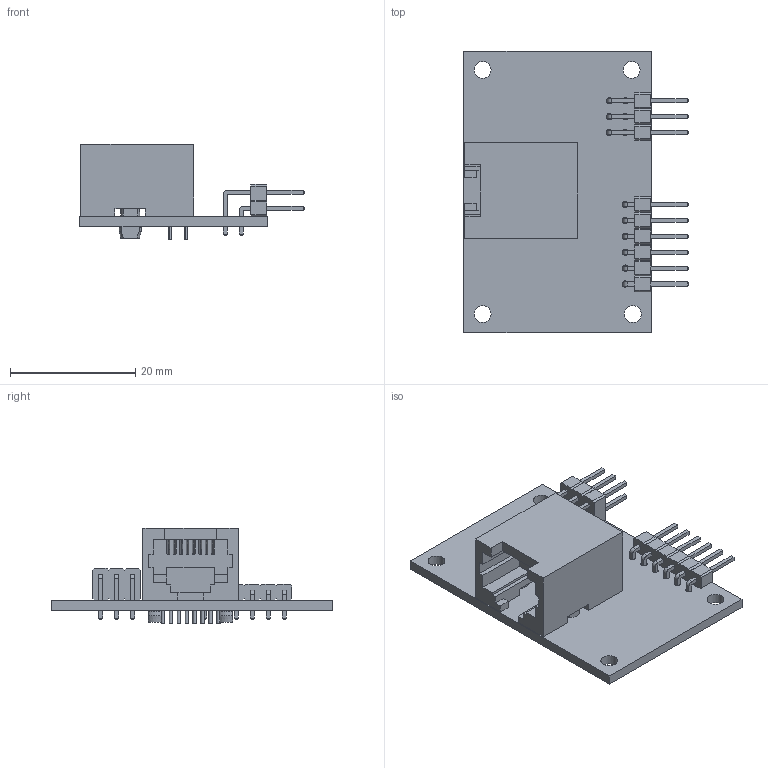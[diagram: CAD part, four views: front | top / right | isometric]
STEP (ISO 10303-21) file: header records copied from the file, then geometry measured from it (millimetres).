
FILE_DESCRIPTION(('KiCad electronic assembly'),'2;1');
FILE_NAME('lsx-1.step','2024-11-03T11:55:22',('Pcbnew'),('Kicad'), 'Open CASCADE STEP processor 7.7','KiCad to STEP converter','Unknown' );
FILE_SCHEMA(('AUTOMOTIVE_DESIGN { 1 0 10303 214 1 1 1 1 }'));
Length unit declared in the file: millimetre
Products named in the file (8): lsx-1 1; s54601-908wplf; 54601-908WPLF; PinHeader_1x06_P2.54mm_Horizontal; PinHeader_1x06_P254mm_Horizontal; PinHeader_2x03_P2.54mm_Horizontal; PinHeader_2x03_P254mm_Horizontal; lsx-1_PCB
Assembly tree (7 placements, depth 3):
  lsx-1 1
    s54601-908wplf
      54601-908WPLF
    PinHeader_1x06_P2.54mm_Horizontal
      PinHeader_1x06_P254mm_Horizontal
    PinHeader_2x03_P2.54mm_Horizontal
      PinHeader_2x03_P254mm_Horizontal
    lsx-1_PCB
Bounding box: 35.84 x 45 x 15.25 mm (x, y, z)
Volume: 4252.2 mm3; surface area: 5825.6 mm2
Topology: 4 solids, 4 shells, 478 faces, 1210 edges, 774 vertices
Faces by surface type: plane 384, cylinder 78, cone 8, torus 8
Full cylindrical faces by diameter (mm): 0.9 x8, 1 x12, 2.7 x4, 3.25 x2
Entity records: 17103 total; most frequent: CARTESIAN_POINT 3134, ORIENTED_EDGE 2420, DIRECTION 2270, EDGE_CURVE 1210, LINE 1010, VECTOR 1010, VERTEX_POINT 774, AXIS2_PLACEMENT_3D 630
